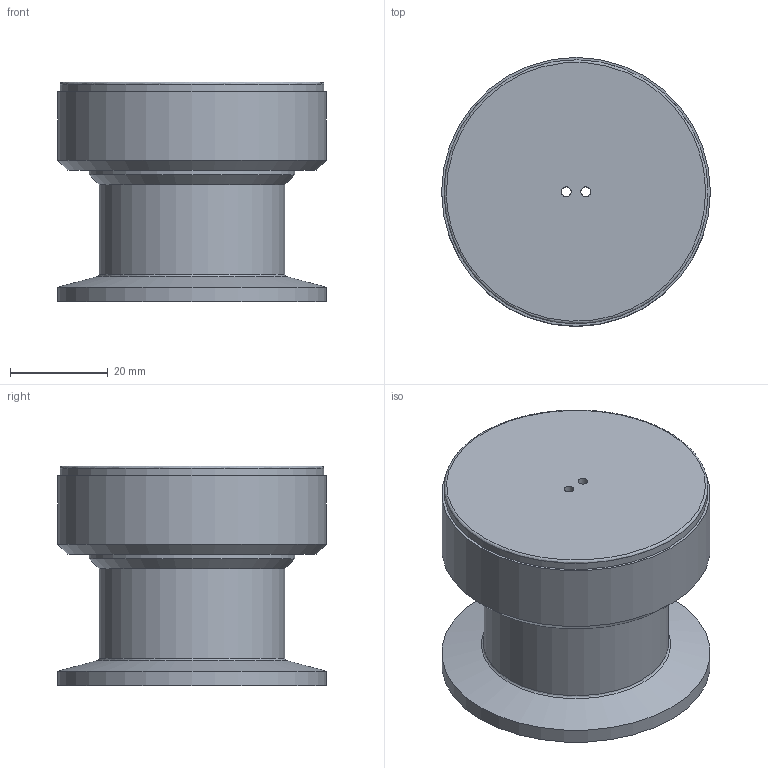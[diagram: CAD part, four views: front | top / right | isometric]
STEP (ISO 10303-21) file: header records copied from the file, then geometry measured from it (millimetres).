
FILE_DESCRIPTION (( 'STEP AP214' ), '1' );
FILE_NAME ('PTC2X1.5KF40 FULLVAC.STEP', '2021-03-15T09:27:30', ( '' ), ( '' ), 'SwSTEP 2.0', 'SolidWorks 2017', '' );
FILE_SCHEMA (( 'AUTOMOTIVE_DESIGN' ));
Length unit declared in the file: millimetre
Products named in the file (3): PTC2X1.5KF40 FULLVAC; 2^PTC2X1.5KF40 FULLVAC; 1^PTC2X1.5KF40 FULLVAC
Assembly tree (2 placements, depth 2):
  PTC2X1.5KF40 FULLVAC
    1^PTC2X1.5KF40 FULLVAC
    2^PTC2X1.5KF40 FULLVAC
Bounding box: 55 x 55 x 45 mm (x, y, z)
Volume: 35454.9 mm3; surface area: 22950.5 mm2
Topology: 2 solids, 2 shells, 29 faces, 56 edges, 35 vertices
Faces by surface type: cylinder 12, plane 8, cone 7, bspline 2
Full cylindrical faces by diameter (mm): 2 x2, 25.5 x1, 36.1 x1, 38 x1, 41.2 x1, 42 x2, 45 x1, 54 x1, 55 x2
Entity records: 764 total; most frequent: CARTESIAN_POINT 154, DIRECTION 122, AXIS2_PLACEMENT_3D 61, EDGE_LOOP 60, ORIENTED_EDGE 60, FACE_OUTER_BOUND 43, EDGE_CURVE 30, VERTEX_POINT 30
